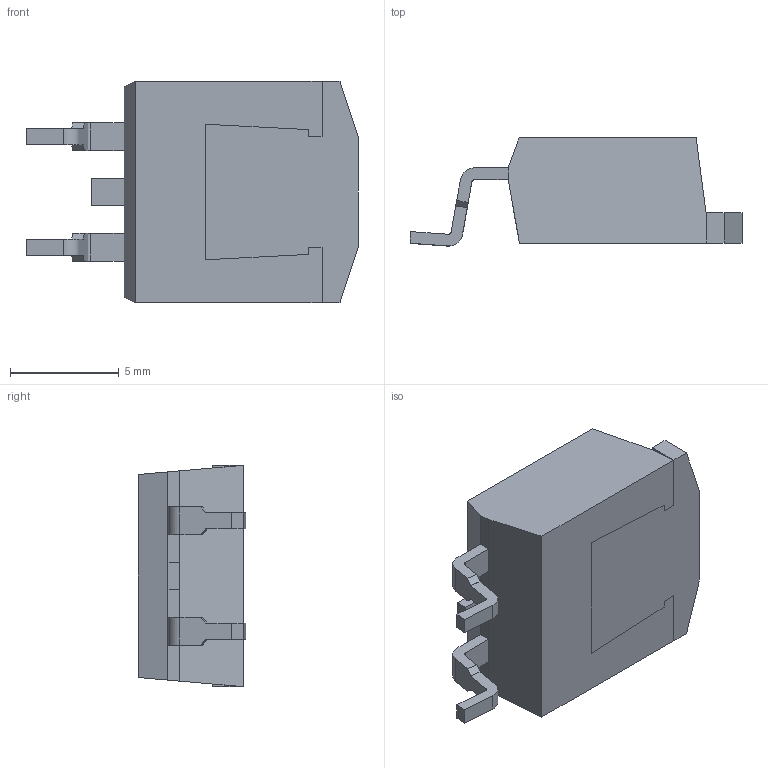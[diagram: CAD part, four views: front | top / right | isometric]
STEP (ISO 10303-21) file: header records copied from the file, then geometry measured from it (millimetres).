
FILE_DESCRIPTION (( 'STEP AP214' ), '1' );
FILE_NAME ('IRF3205S.STEP', '2023-03-23T05:15:26', ( '' ), ( '' ), 'SwSTEP 2.0', 'SolidWorks 2021', '' );
FILE_SCHEMA (( 'AUTOMOTIVE_DESIGN' ));
Length unit declared in the file: inch
Products named in the file (1): IRF3205S
Bounding box: 15.24 x 4.95 x 10.16 mm (x, y, z)
Volume: 437.1 mm3; surface area: 552.1 mm2
Topology: 5 solids, 5 shells, 83 faces, 214 edges, 142 vertices
Faces by surface type: plane 73, cylinder 10
Entity records: 2576 total; most frequent: CARTESIAN_POINT 440, ORIENTED_EDGE 428, DIRECTION 402, EDGE_CURVE 214, VECTOR 194, LINE 194, VERTEX_POINT 142, AXIS2_PLACEMENT_3D 104
